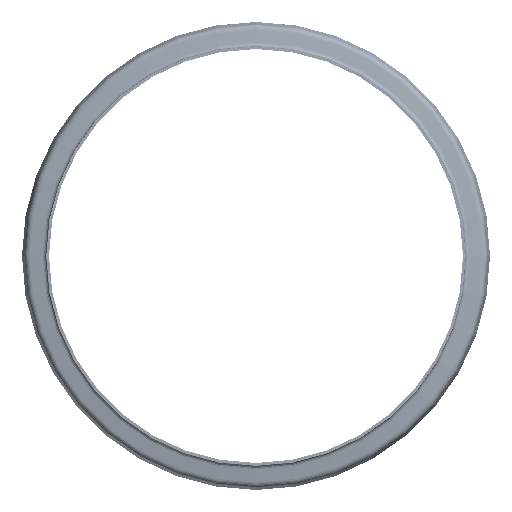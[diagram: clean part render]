
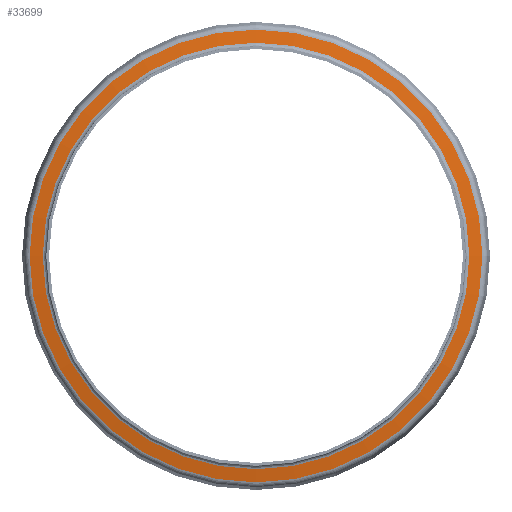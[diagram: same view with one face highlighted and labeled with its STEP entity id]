
A CAD part, left-side view. The second image highlights one B-rep face of the part: STEP entity #33699.
In plain terms, the highlighted conical face has half-angle 81.984 degrees and reference radius 318.642 mm.
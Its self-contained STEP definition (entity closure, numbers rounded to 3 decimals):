
#379=CONICAL_SURFACE('',#37826,318.642,1.431);
#2571=FACE_OUTER_BOUND('',#4395,.T.);
#4395=EDGE_LOOP('',(#26791,#26792,#26793,#26794,#26795,#26796,#26797));
#5759=LINE('',#60689,#6669);
#6669=VECTOR('',#48040,318.642);
#9403=CIRCLE('',#37824,309.16);
#9404=CIRCLE('',#37825,309.16);
#9405=CIRCLE('',#37827,328.125);
#9406=CIRCLE('',#37828,328.125);
#9407=CIRCLE('',#37829,328.125);
#13679=VERTEX_POINT('',#60678);
#13680=VERTEX_POINT('',#60680);
#13681=VERTEX_POINT('',#60684);
#13682=VERTEX_POINT('',#60685);
#13683=VERTEX_POINT('',#60687);
#18413=EDGE_CURVE('',#13680,#13679,#9403,.T.);
#18414=EDGE_CURVE('',#13679,#13680,#9404,.T.);
#18415=EDGE_CURVE('',#13681,#13682,#9405,.T.);
#18416=EDGE_CURVE('',#13683,#13681,#9406,.T.);
#18417=EDGE_CURVE('',#13683,#13680,#5759,.T.);
#18418=EDGE_CURVE('',#13682,#13683,#9407,.T.);
#26791=ORIENTED_EDGE('',*,*,#18415,.F.);
#26792=ORIENTED_EDGE('',*,*,#18416,.F.);
#26793=ORIENTED_EDGE('',*,*,#18417,.T.);
#26794=ORIENTED_EDGE('',*,*,#18413,.T.);
#26795=ORIENTED_EDGE('',*,*,#18414,.T.);
#26796=ORIENTED_EDGE('',*,*,#18417,.F.);
#26797=ORIENTED_EDGE('',*,*,#18418,.F.);
#33699=ADVANCED_FACE('',(#2571),#379,.T.);
#37824=AXIS2_PLACEMENT_3D('',#60681,#48030,#48031);
#37825=AXIS2_PLACEMENT_3D('',#60682,#48032,#48033);
#37826=AXIS2_PLACEMENT_3D('',#60683,#48034,#48035);
#37827=AXIS2_PLACEMENT_3D('',#60686,#48036,#48037);
#37828=AXIS2_PLACEMENT_3D('',#60688,#48038,#48039);
#37829=AXIS2_PLACEMENT_3D('',#60690,#48041,#48042);
#48030=DIRECTION('center_axis',(1.,0.,0.));
#48031=DIRECTION('ref_axis',(0.,0.,-1.));
#48032=DIRECTION('center_axis',(1.,0.,0.));
#48033=DIRECTION('ref_axis',(0.,0.,-1.));
#48034=DIRECTION('center_axis',(1.,0.,0.));
#48035=DIRECTION('ref_axis',(0.,1.,0.));
#48036=DIRECTION('center_axis',(1.,0.,0.));
#48037=DIRECTION('ref_axis',(0.,0.,-1.));
#48038=DIRECTION('center_axis',(1.,0.,0.));
#48039=DIRECTION('ref_axis',(0.,0.,-1.));
#48040=DIRECTION('',(-0.139,0.99,0.));
#48041=DIRECTION('center_axis',(1.,0.,0.));
#48042=DIRECTION('ref_axis',(0.,0.,-1.));
#60678=CARTESIAN_POINT('',(6.089,-1.998,309.16));
#60680=CARTESIAN_POINT('',(6.089,-311.158,0.));
#60681=CARTESIAN_POINT('Origin',(6.089,-1.998,0.));
#60682=CARTESIAN_POINT('Origin',(6.089,-1.998,0.));
#60683=CARTESIAN_POINT('Origin',(7.425,-1.998,0.));
#60684=CARTESIAN_POINT('',(8.759,326.126,0.));
#60685=CARTESIAN_POINT('',(8.759,-1.998,328.125));
#60686=CARTESIAN_POINT('Origin',(8.759,-1.998,0.));
#60687=CARTESIAN_POINT('',(8.759,-330.123,0.));
#60688=CARTESIAN_POINT('Origin',(8.759,-1.998,0.));
#60689=CARTESIAN_POINT('',(7.425,-320.64,0.));
#60690=CARTESIAN_POINT('Origin',(8.759,-1.998,0.));
